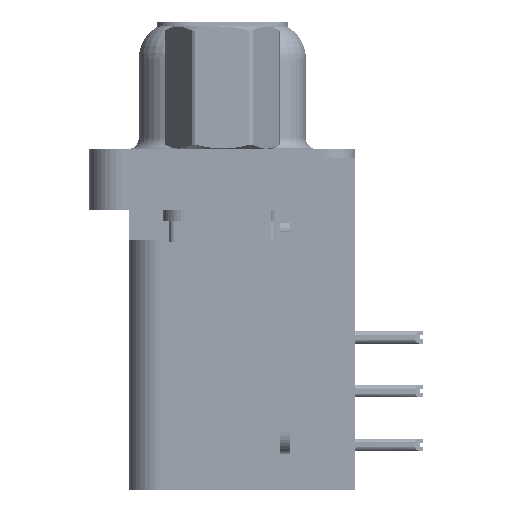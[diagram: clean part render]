
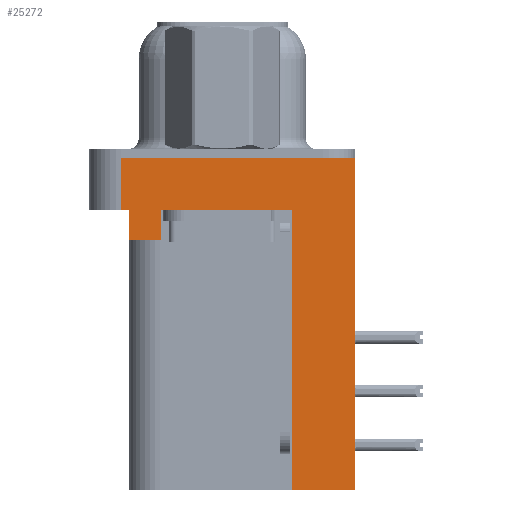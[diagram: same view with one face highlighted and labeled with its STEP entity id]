
A CAD part, left-side view. The second image highlights one B-rep face of the part: STEP entity #25272.
In plain terms, the highlighted planar face has unit normal (-1, 0, 0).
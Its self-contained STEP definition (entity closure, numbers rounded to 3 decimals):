
#381 = PLANE ( 'NONE',  #4184 ) ;
#862 = CARTESIAN_POINT ( 'NONE',  ( -2.91, -6.275, -2.5 ) ) ;
#1319 = LINE ( 'NONE', #36189, #11671 ) ;
#1523 = CARTESIAN_POINT ( 'NONE',  ( -2.91, -3.295, -2.5 ) ) ;
#1827 = CARTESIAN_POINT ( 'NONE',  ( -2.91, 4.425, -3.9 ) ) ;
#2236 = CARTESIAN_POINT ( 'NONE',  ( -2.91, 4.425, -3.9 ) ) ;
#2924 = LINE ( 'NONE', #25150, #23511 ) ;
#4184 = AXIS2_PLACEMENT_3D ( 'NONE', #48756, #4840, #35568 ) ;
#4278 = DIRECTION ( 'NONE',  ( 0., 0., 1. ) ) ;
#4623 = DIRECTION ( 'NONE',  ( 0., -1., 0. ) ) ;
#4840 = DIRECTION ( 'NONE',  ( -1., 0., 0. ) ) ;
#4910 = ORIENTED_EDGE ( 'NONE', *, *, #49285, .F. ) ;
#5580 = ORIENTED_EDGE ( 'NONE', *, *, #23627, .T. ) ;
#5590 = VERTEX_POINT ( 'NONE', #22587 ) ;
#7060 = LINE ( 'NONE', #7825, #52590 ) ;
#7249 = CARTESIAN_POINT ( 'NONE',  ( -2.91, 2.895, -3.9 ) ) ;
#7825 = CARTESIAN_POINT ( 'NONE',  ( -2.91, -6.275, -2.5 ) ) ;
#8700 = CARTESIAN_POINT ( 'NONE',  ( -2.91, 4.425, -3.9 ) ) ;
#9791 = CARTESIAN_POINT ( 'NONE',  ( -2.91, -3.295, -15.7 ) ) ;
#9894 = VERTEX_POINT ( 'NONE', #13986 ) ;
#11300 = LINE ( 'NONE', #1827, #45062 ) ;
#11574 = VERTEX_POINT ( 'NONE', #31228 ) ;
#11671 = VECTOR ( 'NONE', #53862, 1000. ) ;
#11783 = VECTOR ( 'NONE', #29468, 1000. ) ;
#11981 = EDGE_CURVE ( 'NONE', #29091, #14606, #1319, .T. ) ;
#13636 = VECTOR ( 'NONE', #4278, 1000. ) ;
#13986 = CARTESIAN_POINT ( 'NONE',  ( -2.91, 4.425, -2.5 ) ) ;
#14576 = EDGE_CURVE ( 'NONE', #28675, #9894, #48775, .T. ) ;
#14606 = VERTEX_POINT ( 'NONE', #31326 ) ;
#14914 = ORIENTED_EDGE ( 'NONE', *, *, #21550, .T. ) ;
#15311 = ORIENTED_EDGE ( 'NONE', *, *, #33072, .F. ) ;
#16409 = EDGE_CURVE ( 'NONE', #34887, #5590, #22342, .T. ) ;
#16603 = ORIENTED_EDGE ( 'NONE', *, *, #24799, .F. ) ;
#17376 = CARTESIAN_POINT ( 'NONE',  ( -2.91, -6.275, 0. ) ) ;
#18018 = EDGE_LOOP ( 'NONE', ( #22069, #16603, #40837, #34678, #15311, #5580, #14914, #4910, #48152, #30672 ) ) ;
#19436 = VECTOR ( 'NONE', #36109, 1000. ) ;
#20798 = LINE ( 'NONE', #9791, #19436 ) ;
#21550 = EDGE_CURVE ( 'NONE', #40930, #50414, #52383, .T. ) ;
#21773 = DIRECTION ( 'NONE',  ( 0., -1., 0. ) ) ;
#22069 = ORIENTED_EDGE ( 'NONE', *, *, #16409, .F. ) ;
#22342 = LINE ( 'NONE', #17376, #44442 ) ;
#22587 = CARTESIAN_POINT ( 'NONE',  ( -2.91, -6.275, 0. ) ) ;
#22716 = CARTESIAN_POINT ( 'NONE',  ( -2.91, -6.275, -15.7 ) ) ;
#23401 = LINE ( 'NONE', #25012, #11783 ) ;
#23511 = VECTOR ( 'NONE', #29590, 1000. ) ;
#23627 = EDGE_CURVE ( 'NONE', #40446, #40930, #2924, .T. ) ;
#24032 = CARTESIAN_POINT ( 'NONE',  ( -2.91, 2.895, -2.5 ) ) ;
#24799 = EDGE_CURVE ( 'NONE', #11574, #34887, #23401, .T. ) ;
#25012 = CARTESIAN_POINT ( 'NONE',  ( -2.91, 4.775, -2.5 ) ) ;
#25150 = CARTESIAN_POINT ( 'NONE',  ( -2.91, 2.895, -3.9 ) ) ;
#25272 = ADVANCED_FACE ( 'NONE', ( #53261 ), #381, .T. ) ;
#26441 = CARTESIAN_POINT ( 'NONE',  ( -2.91, -6.275, -2.5 ) ) ;
#28675 = VERTEX_POINT ( 'NONE', #2236 ) ;
#29091 = VERTEX_POINT ( 'NONE', #22716 ) ;
#29468 = DIRECTION ( 'NONE',  ( 0., 0., 1. ) ) ;
#29590 = DIRECTION ( 'NONE',  ( 0., 0., 1. ) ) ;
#29883 = DIRECTION ( 'NONE',  ( 0., 0., 1. ) ) ;
#30672 = ORIENTED_EDGE ( 'NONE', *, *, #49621, .T. ) ;
#31228 = CARTESIAN_POINT ( 'NONE',  ( -2.91, 4.775, -2.5 ) ) ;
#31326 = CARTESIAN_POINT ( 'NONE',  ( -2.91, -3.295, -15.7 ) ) ;
#31559 = VECTOR ( 'NONE', #31597, 1000. ) ;
#31597 = DIRECTION ( 'NONE',  ( 0., -1., 0. ) ) ;
#33072 = EDGE_CURVE ( 'NONE', #40446, #28675, #11300, .T. ) ;
#34678 = ORIENTED_EDGE ( 'NONE', *, *, #14576, .F. ) ;
#34887 = VERTEX_POINT ( 'NONE', #50626 ) ;
#35568 = DIRECTION ( 'NONE',  ( 0., 0., 1. ) ) ;
#35649 = EDGE_CURVE ( 'NONE', #11574, #9894, #44912, .T. ) ;
#36109 = DIRECTION ( 'NONE',  ( 0., 0., 1. ) ) ;
#36189 = CARTESIAN_POINT ( 'NONE',  ( -2.91, -3.295, -15.7 ) ) ;
#37208 = DIRECTION ( 'NONE',  ( 0., 1., 0. ) ) ;
#40446 = VERTEX_POINT ( 'NONE', #7249 ) ;
#40837 = ORIENTED_EDGE ( 'NONE', *, *, #35649, .T. ) ;
#40930 = VERTEX_POINT ( 'NONE', #24032 ) ;
#44442 = VECTOR ( 'NONE', #21773, 1000. ) ;
#44912 = LINE ( 'NONE', #26441, #53956 ) ;
#45062 = VECTOR ( 'NONE', #37208, 1000. ) ;
#48152 = ORIENTED_EDGE ( 'NONE', *, *, #11981, .F. ) ;
#48756 = CARTESIAN_POINT ( 'NONE',  ( -2.91, -6.275, -2.5 ) ) ;
#48775 = LINE ( 'NONE', #8700, #13636 ) ;
#49285 = EDGE_CURVE ( 'NONE', #14606, #50414, #20798, .T. ) ;
#49621 = EDGE_CURVE ( 'NONE', #29091, #5590, #7060, .T. ) ;
#50414 = VERTEX_POINT ( 'NONE', #1523 ) ;
#50626 = CARTESIAN_POINT ( 'NONE',  ( -2.91, 4.775, 0. ) ) ;
#52383 = LINE ( 'NONE', #862, #31559 ) ;
#52590 = VECTOR ( 'NONE', #29883, 1000. ) ;
#53261 = FACE_OUTER_BOUND ( 'NONE', #18018, .T. ) ;
#53862 = DIRECTION ( 'NONE',  ( 0., 1., 0. ) ) ;
#53956 = VECTOR ( 'NONE', #4623, 1000. ) ;
